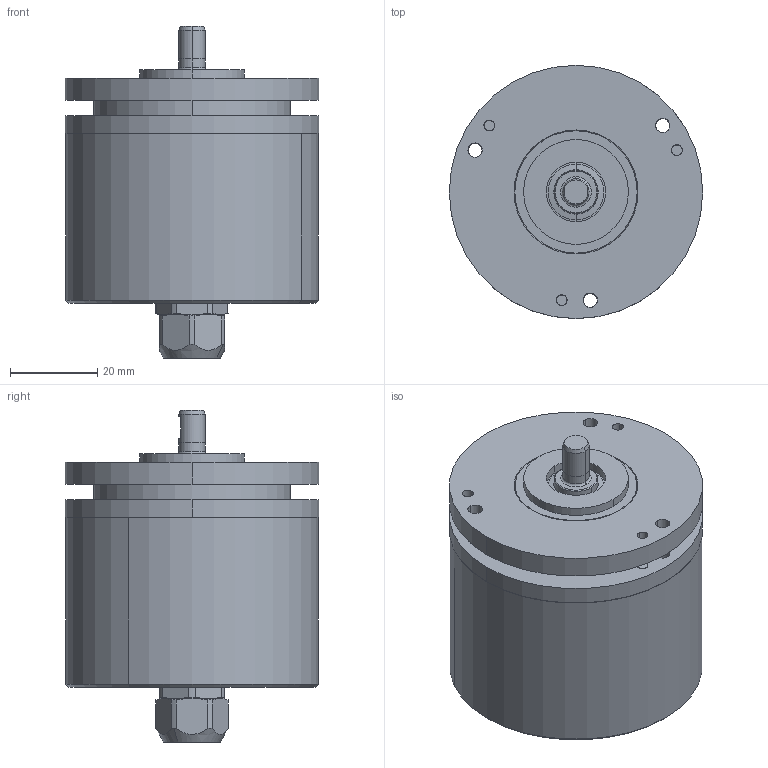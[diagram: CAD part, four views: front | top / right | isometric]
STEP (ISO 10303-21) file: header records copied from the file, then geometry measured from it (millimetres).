
FILE_DESCRIPTION((''),'2;1');
FILE_NAME('547195','2010-11-10T',('se2802'),(''),'PRO/ENGINEER BY PARAMETRIC TECHNOLOGY CORPORATION, 2010180','PRO/ENGINEER BY PARAMETRIC TECHNOLOGY CORPORATION, 2010180','');
FILE_SCHEMA(('CONFIG_CONTROL_DESIGN'));
Length unit declared in the file: millimetre
Products named in the file (1): 547195
Bounding box: 58 x 58 x 76 mm (x, y, z)
Volume: 78326.1 mm3; surface area: 39466.2 mm2
Topology: 2 solids, 4 shells, 1175 faces, 3269 edges, 2129 vertices
Faces by surface type: cylinder 359, plane 338, extrusion 324, cone 88, torus 60, sphere 6
Entity records: 43242 total; most frequent: CARTESIAN_POINT 13744, ORIENTED_EDGE 6534, DIRECTION 5483, EDGE_CURVE 3267, VERTEX_POINT 2129, AXIS2_PLACEMENT_3D 1959, VECTOR 1565, EDGE_LOOP 1284
